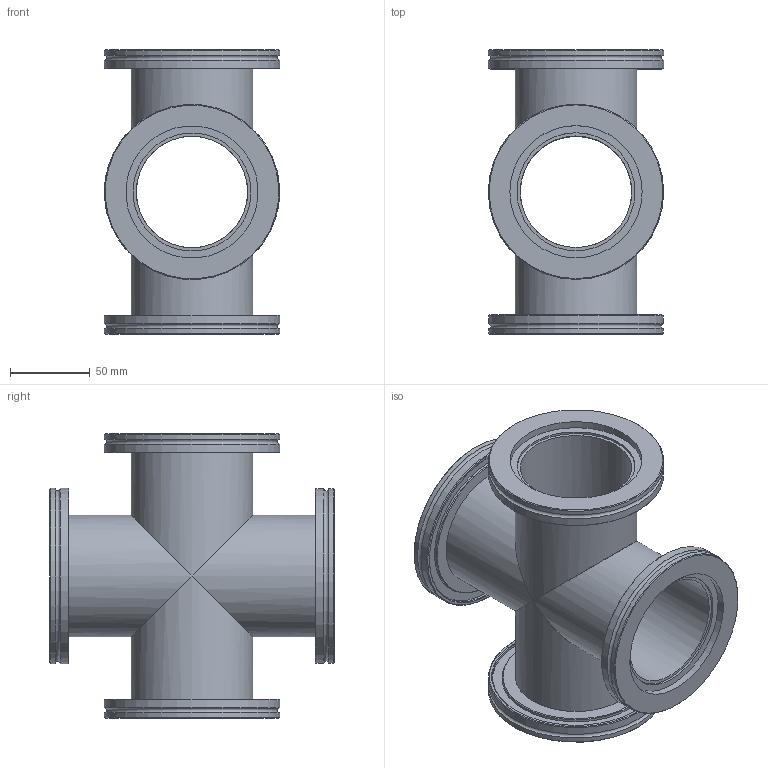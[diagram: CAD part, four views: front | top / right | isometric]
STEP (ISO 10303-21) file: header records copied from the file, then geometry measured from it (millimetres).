
FILE_DESCRIPTION(/* description */ (''),/* implementation_level */ '2;1');
FILE_NAME(/* name */ 'FL-4X80LF.stp',/* time_stamp */ '2019-01-28T09:22:36+00:00',/* author */ ('paul'),/* organization */ (''),/* preprocessor_version */ 'ST-DEVELOPER v17.2',/* originating_system */ 'Autodesk Inventor 2019',/* authorisation */ '');
FILE_SCHEMA (('AUTOMOTIVE_DESIGN { 1 0 10303 214 3 1 1 }'));
Length unit declared in the file: millimetre
Products named in the file (3): FL-4X25KF; Tube; FL-80LF-W
Assembly tree (8 placements, depth 2):
  FL-4X25KF
    Tube  x4
    FL-80LF-W  x4
Bounding box: 110 x 178.4 x 178.4 mm (x, y, z)
Volume: 372381.4 mm3; surface area: 192879.8 mm2
Topology: 8 solids, 8 shells, 92 faces, 224 edges, 160 vertices
Faces by surface type: plane 36, cylinder 36, cone 16, torus 4
Full cylindrical faces by diameter (mm): 70 x4, 74 x4, 76.2 x4, 76.4 x4, 83 x4, 93 x4, 105 x4, 110 x8
Entity records: 876 total; most frequent: DIRECTION 165, CARTESIAN_POINT 130, ORIENTED_EDGE 112, AXIS2_PLACEMENT_3D 75, EDGE_CURVE 56, VERTEX_POINT 40, CIRCLE 37, EDGE_LOOP 30
